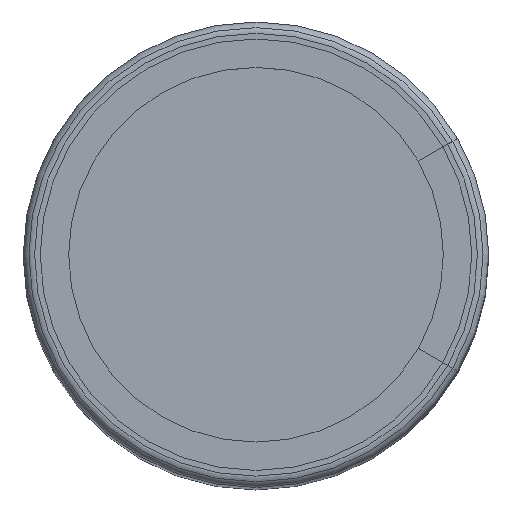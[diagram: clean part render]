
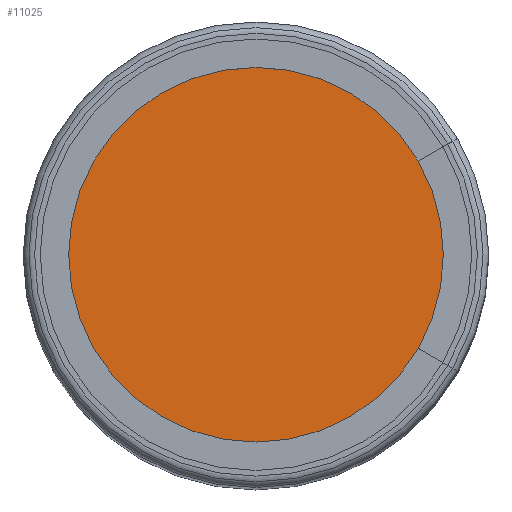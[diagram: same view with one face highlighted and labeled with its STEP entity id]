
A CAD part, top view. The second image highlights one B-rep face of the part: STEP entity #11025.
In plain terms, the highlighted planar face has unit normal (0, 0, 1).
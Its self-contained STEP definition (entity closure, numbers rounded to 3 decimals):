
#10834 = TOROIDAL_SURFACE('',#10835,3.8,0.2);
#10835 = AXIS2_PLACEMENT_3D('',#10836,#10837,#10838);
#10836 = CARTESIAN_POINT('',(0.,0.,25.6));
#10837 = DIRECTION('',(0.,0.,-1.));
#10838 = DIRECTION('',(1.,0.,0.));
#10903 = VERTEX_POINT('',#10904);
#10904 = CARTESIAN_POINT('',(3.8,0.,25.8));
#10972 = EDGE_CURVE('',#10903,#10903,#10973,.T.);
#10973 = SURFACE_CURVE('',#10974,(#10979,#11008),.PCURVE_S1.);
#10974 = CIRCLE('',#10975,3.8);
#10975 = AXIS2_PLACEMENT_3D('',#10976,#10977,#10978);
#10976 = CARTESIAN_POINT('',(0.,0.,25.8));
#10977 = DIRECTION('',(0.,0.,-1.));
#10978 = DIRECTION('',(-1.,0.,0.));
#10979 = PCURVE('',#10834,#10980);
#10980 = DEFINITIONAL_REPRESENTATION('',(#10981),#11007);
#10981 = B_SPLINE_CURVE_WITH_KNOTS('',3,(#10982,#10983,#10984,#10985,
    #10986,#10987,#10988,#10989,#10990,#10991,#10992,#10993,#10994,
    #10995,#10996,#10997,#10998,#10999,#11000,#11001,#11002,#11003,
    #11004,#11005,#11006),.UNSPECIFIED.,.F.,.F.,(4,1,1,1,1,1,1,1,1,1,1,1
    ,1,1,1,1,1,1,1,1,1,1,4),(3.142,3.427,3.713
    ,3.998,4.284,4.57,4.855,
    5.141,5.426,5.712,5.998,
    6.283,6.569,6.854,7.14,
    7.426,7.711,7.997,8.282,
    8.568,8.854,9.139,9.425),
  .UNSPECIFIED.);
#10982 = CARTESIAN_POINT('',(0.,4.712));
#10983 = CARTESIAN_POINT('',(0.095,4.712));
#10984 = CARTESIAN_POINT('',(0.286,4.712));
#10985 = CARTESIAN_POINT('',(0.571,4.712));
#10986 = CARTESIAN_POINT('',(0.857,4.712));
#10987 = CARTESIAN_POINT('',(1.142,4.712));
#10988 = CARTESIAN_POINT('',(1.428,4.712));
#10989 = CARTESIAN_POINT('',(1.714,4.712));
#10990 = CARTESIAN_POINT('',(1.999,4.712));
#10991 = CARTESIAN_POINT('',(2.285,4.712));
#10992 = CARTESIAN_POINT('',(2.57,4.712));
#10993 = CARTESIAN_POINT('',(2.856,4.712));
#10994 = CARTESIAN_POINT('',(3.142,4.712));
#10995 = CARTESIAN_POINT('',(3.427,4.712));
#10996 = CARTESIAN_POINT('',(3.713,4.712));
#10997 = CARTESIAN_POINT('',(3.998,4.712));
#10998 = CARTESIAN_POINT('',(4.284,4.712));
#10999 = CARTESIAN_POINT('',(4.57,4.712));
#11000 = CARTESIAN_POINT('',(4.855,4.712));
#11001 = CARTESIAN_POINT('',(5.141,4.712));
#11002 = CARTESIAN_POINT('',(5.426,4.712));
#11003 = CARTESIAN_POINT('',(5.712,4.712));
#11004 = CARTESIAN_POINT('',(5.998,4.712));
#11005 = CARTESIAN_POINT('',(6.188,4.712));
#11006 = CARTESIAN_POINT('',(6.283,4.712));
#11007 = ( GEOMETRIC_REPRESENTATION_CONTEXT(2) 
PARAMETRIC_REPRESENTATION_CONTEXT() REPRESENTATION_CONTEXT('2D SPACE',''
  ) );
#11008 = PCURVE('',#11009,#11014);
#11009 = PLANE('',#11010);
#11010 = AXIS2_PLACEMENT_3D('',#11011,#11012,#11013);
#11011 = CARTESIAN_POINT('',(4.18,4.18,25.8));
#11012 = DIRECTION('',(0.,0.,1.));
#11013 = DIRECTION('',(-1.,0.,0.));
#11014 = DEFINITIONAL_REPRESENTATION('',(#11015),#11023);
#11015 = ( BOUNDED_CURVE() B_SPLINE_CURVE(2,(#11016,#11017,#11018,#11019
    ,#11020,#11021,#11022),.UNSPECIFIED.,.T.,.F.) 
B_SPLINE_CURVE_WITH_KNOTS((1,2,2,2,2,1),(-2.094,0.,
    2.094,4.189,6.283,8.378),
.UNSPECIFIED.) CURVE() GEOMETRIC_REPRESENTATION_ITEM() 
RATIONAL_B_SPLINE_CURVE((1.,0.5,1.,0.5,1.,0.5,1.)) REPRESENTATION_ITEM(
  '') );
#11016 = CARTESIAN_POINT('',(7.98,4.18));
#11017 = CARTESIAN_POINT('',(7.98,-2.402));
#11018 = CARTESIAN_POINT('',(2.28,0.889));
#11019 = CARTESIAN_POINT('',(-3.42,4.18));
#11020 = CARTESIAN_POINT('',(2.28,7.471));
#11021 = CARTESIAN_POINT('',(7.98,10.762));
#11022 = CARTESIAN_POINT('',(7.98,4.18));
#11023 = ( GEOMETRIC_REPRESENTATION_CONTEXT(2) 
PARAMETRIC_REPRESENTATION_CONTEXT() REPRESENTATION_CONTEXT('2D SPACE',''
  ) );
#11025 = ADVANCED_FACE('',(#11026),#11009,.T.);
#11026 = FACE_BOUND('',#11027,.T.);
#11027 = EDGE_LOOP('',(#11028));
#11028 = ORIENTED_EDGE('',*,*,#10972,.F.);
